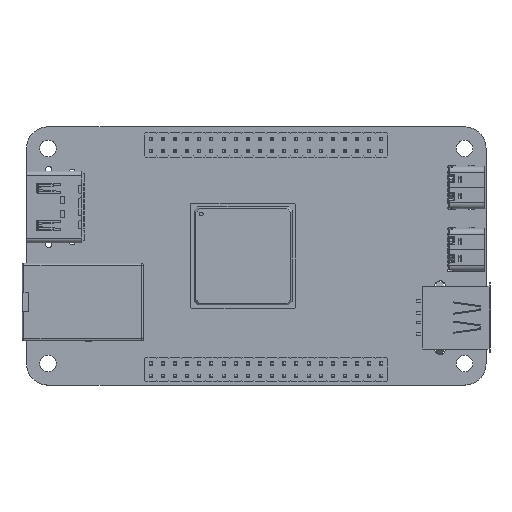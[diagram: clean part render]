
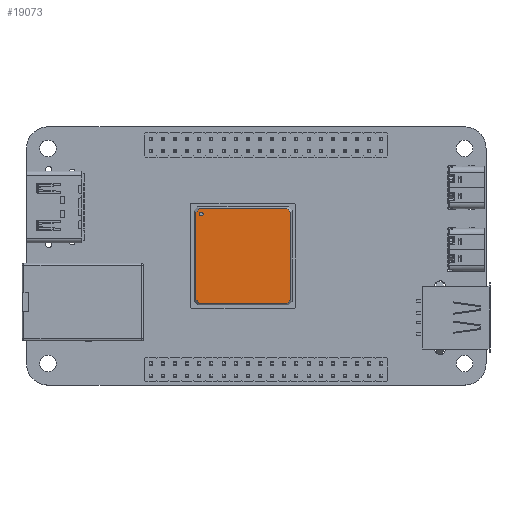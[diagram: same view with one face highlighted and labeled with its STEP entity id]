
A CAD part, top view. The second image highlights one B-rep face of the part: STEP entity #19073.
In plain terms, the highlighted planar face has unit normal (0, 0, 1).
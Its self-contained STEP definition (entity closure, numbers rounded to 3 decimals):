
#18959 = VERTEX_POINT('',#18960);
#18960 = CARTESIAN_POINT('',(-9.894,9.144,2.3));
#18965 = EDGE_CURVE('',#18966,#18959,#18968,.T.);
#18966 = VERTEX_POINT('',#18967);
#18967 = CARTESIAN_POINT('',(-9.894,-9.144,2.3));
#18968 = LINE('',#18969,#18970);
#18969 = CARTESIAN_POINT('',(-9.894,-9.144,2.3));
#18970 = VECTOR('',#18971,1.);
#18971 = DIRECTION('',(0.,1.,0.));
#19026 = EDGE_CURVE('',#19027,#18966,#19029,.T.);
#19027 = VERTEX_POINT('',#19028);
#19028 = CARTESIAN_POINT('',(-9.144,-9.894,2.3));
#19029 = LINE('',#19030,#19031);
#19030 = CARTESIAN_POINT('',(-9.144,-9.894,2.3));
#19031 = VECTOR('',#19032,1.);
#19032 = DIRECTION('',(-0.707,0.707,0.));
#19056 = VERTEX_POINT('',#19057);
#19057 = CARTESIAN_POINT('',(-9.144,9.894,2.3));
#19062 = EDGE_CURVE('',#18959,#19056,#19063,.T.);
#19063 = LINE('',#19064,#19065);
#19064 = CARTESIAN_POINT('',(-9.894,9.144,2.3));
#19065 = VECTOR('',#19066,1.);
#19066 = DIRECTION('',(0.707,0.707,0.));
#19073 = ADVANCED_FACE('',(#19074,#19117),#19128,.T.);
#19074 = FACE_BOUND('',#19075,.T.);
#19075 = EDGE_LOOP('',(#19076,#19077,#19078,#19079,#19087,#19095,#19103,
    #19111));
#19076 = ORIENTED_EDGE('',*,*,#19062,.F.);
#19077 = ORIENTED_EDGE('',*,*,#18965,.F.);
#19078 = ORIENTED_EDGE('',*,*,#19026,.F.);
#19079 = ORIENTED_EDGE('',*,*,#19080,.F.);
#19080 = EDGE_CURVE('',#19081,#19027,#19083,.T.);
#19081 = VERTEX_POINT('',#19082);
#19082 = CARTESIAN_POINT('',(9.144,-9.894,2.3));
#19083 = LINE('',#19084,#19085);
#19084 = CARTESIAN_POINT('',(9.144,-9.894,2.3));
#19085 = VECTOR('',#19086,1.);
#19086 = DIRECTION('',(-1.,0.,0.));
#19087 = ORIENTED_EDGE('',*,*,#19088,.F.);
#19088 = EDGE_CURVE('',#19089,#19081,#19091,.T.);
#19089 = VERTEX_POINT('',#19090);
#19090 = CARTESIAN_POINT('',(9.894,-9.144,2.3));
#19091 = LINE('',#19092,#19093);
#19092 = CARTESIAN_POINT('',(9.894,-9.144,2.3));
#19093 = VECTOR('',#19094,1.);
#19094 = DIRECTION('',(-0.707,-0.707,0.));
#19095 = ORIENTED_EDGE('',*,*,#19096,.F.);
#19096 = EDGE_CURVE('',#19097,#19089,#19099,.T.);
#19097 = VERTEX_POINT('',#19098);
#19098 = CARTESIAN_POINT('',(9.894,9.144,2.3));
#19099 = LINE('',#19100,#19101);
#19100 = CARTESIAN_POINT('',(9.894,9.144,2.3));
#19101 = VECTOR('',#19102,1.);
#19102 = DIRECTION('',(0.,-1.,0.));
#19103 = ORIENTED_EDGE('',*,*,#19104,.F.);
#19104 = EDGE_CURVE('',#19105,#19097,#19107,.T.);
#19105 = VERTEX_POINT('',#19106);
#19106 = CARTESIAN_POINT('',(9.144,9.894,2.3));
#19107 = LINE('',#19108,#19109);
#19108 = CARTESIAN_POINT('',(9.144,9.894,2.3));
#19109 = VECTOR('',#19110,1.);
#19110 = DIRECTION('',(0.707,-0.707,0.));
#19111 = ORIENTED_EDGE('',*,*,#19112,.F.);
#19112 = EDGE_CURVE('',#19056,#19105,#19113,.T.);
#19113 = LINE('',#19114,#19115);
#19114 = CARTESIAN_POINT('',(-9.144,9.894,2.3));
#19115 = VECTOR('',#19116,1.);
#19116 = DIRECTION('',(1.,0.,0.));
#19117 = FACE_BOUND('',#19118,.T.);
#19118 = EDGE_LOOP('',(#19119));
#19119 = ORIENTED_EDGE('',*,*,#19120,.T.);
#19120 = EDGE_CURVE('',#19121,#19121,#19123,.T.);
#19121 = VERTEX_POINT('',#19122);
#19122 = CARTESIAN_POINT('',(-8.764,8.364,2.3));
#19123 = CIRCLE('',#19124,0.4);
#19124 = AXIS2_PLACEMENT_3D('',#19125,#19126,#19127);
#19125 = CARTESIAN_POINT('',(-8.764,8.764,2.3));
#19126 = DIRECTION('',(0.,-0.,-1.));
#19127 = DIRECTION('',(0.,-1.,0.));
#19128 = PLANE('',#19129);
#19129 = AXIS2_PLACEMENT_3D('',#19130,#19131,#19132);
#19130 = CARTESIAN_POINT('',(-9.894,9.144,2.3));
#19131 = DIRECTION('',(0.,0.,1.));
#19132 = DIRECTION('',(0.734,-0.679,0.));
